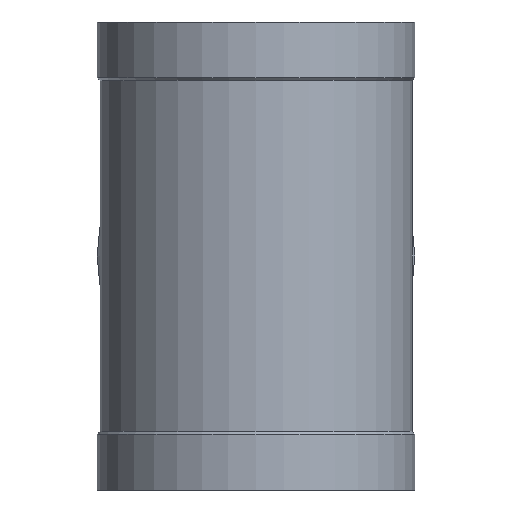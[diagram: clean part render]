
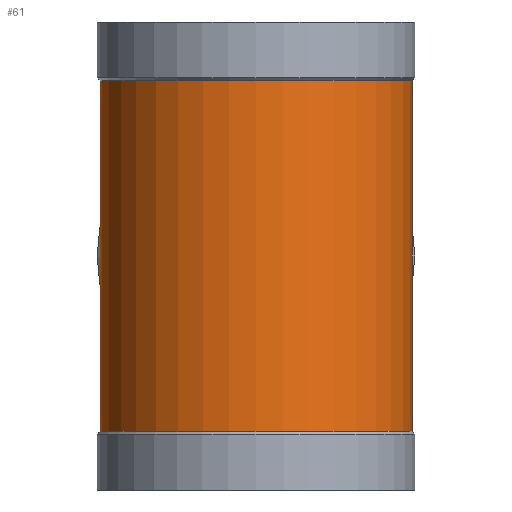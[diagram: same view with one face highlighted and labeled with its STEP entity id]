
A CAD part, left-side view. The second image highlights one B-rep face of the part: STEP entity #61.
In plain terms, the highlighted cylindrical face has radius 140 mm (diameter 280 mm), a full revolution.
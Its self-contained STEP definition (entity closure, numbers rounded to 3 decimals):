
#61 = ADVANCED_FACE( '', ( #134, #135, #136 ), #137, .T. );
#134 = FACE_OUTER_BOUND( '', #219, .T. );
#135 = FACE_BOUND( '', #220, .T. );
#136 = FACE_OUTER_BOUND( '', #221, .T. );
#137 = CYLINDRICAL_SURFACE( '', #222, 140. );
#219 = EDGE_LOOP( '', ( #316 ) );
#220 = EDGE_LOOP( '', ( #317, #318 ) );
#221 = EDGE_LOOP( '', ( #319 ) );
#222 = AXIS2_PLACEMENT_3D( '', #320, #321, #322 );
#316 = ORIENTED_EDGE( '', *, *, #406, .T. );
#317 = ORIENTED_EDGE( '', *, *, #407, .F. );
#318 = ORIENTED_EDGE( '', *, *, #408, .F. );
#319 = ORIENTED_EDGE( '', *, *, #385, .F. );
#320 = CARTESIAN_POINT( '', ( 0., 0., -210. ) );
#321 = DIRECTION( '', ( 0., 0., 1. ) );
#322 = DIRECTION( '', ( -1., 0., 0. ) );
#385 = EDGE_CURVE( '', #428, #428, #429, .T. );
#406 = EDGE_CURVE( '', #462, #462, #463, .T. );
#407 = EDGE_CURVE( '', #464, #465, #466, .T. );
#408 = EDGE_CURVE( '', #465, #464, #467, .F. );
#428 = VERTEX_POINT( '', #491 );
#429 = CIRCLE( '', #492, 140. );
#462 = VERTEX_POINT( '', #525 );
#463 = CIRCLE( '', #526, 140. );
#464 = VERTEX_POINT( '', #527 );
#465 = VERTEX_POINT( '', #528 );
#466 = ELLIPSE( '', #529, 197.99, 140. );
#467 = ELLIPSE( '', #530, 197.99, 140. );
#491 = CARTESIAN_POINT( '', ( -140., 0., -157.5 ) );
#492 = AXIS2_PLACEMENT_3D( '', #554, #555, #556 );
#525 = CARTESIAN_POINT( '', ( -140., 0., 157.5 ) );
#526 = AXIS2_PLACEMENT_3D( '', #593, #594, #595 );
#527 = CARTESIAN_POINT( '', ( 0., 140., 0. ) );
#528 = CARTESIAN_POINT( '', ( 0., -140., 0. ) );
#529 = AXIS2_PLACEMENT_3D( '', #596, #597, #598 );
#530 = AXIS2_PLACEMENT_3D( '', #599, #600, #601 );
#554 = CARTESIAN_POINT( '', ( 0., 0., -157.5 ) );
#555 = DIRECTION( '', ( 0., 0., -1. ) );
#556 = DIRECTION( '', ( -1., 0., 0. ) );
#593 = CARTESIAN_POINT( '', ( 0., 0., 157.5 ) );
#594 = DIRECTION( '', ( 0., 0., -1. ) );
#595 = DIRECTION( '', ( -1., 0., 0. ) );
#596 = CARTESIAN_POINT( '', ( 0., 0., 0. ) );
#597 = DIRECTION( '', ( 0.707, 0., -0.707 ) );
#598 = DIRECTION( '', ( -0.707, 0., -0.707 ) );
#599 = CARTESIAN_POINT( '', ( 0., 0., 0. ) );
#600 = DIRECTION( '', ( -0.707, 0., -0.707 ) );
#601 = DIRECTION( '', ( 0.707, 0., -0.707 ) );
